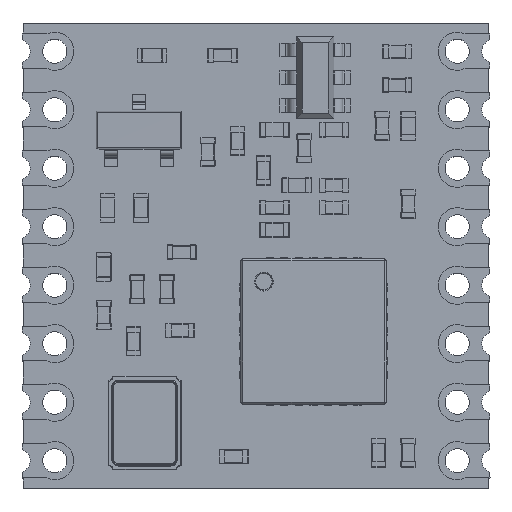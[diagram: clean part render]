
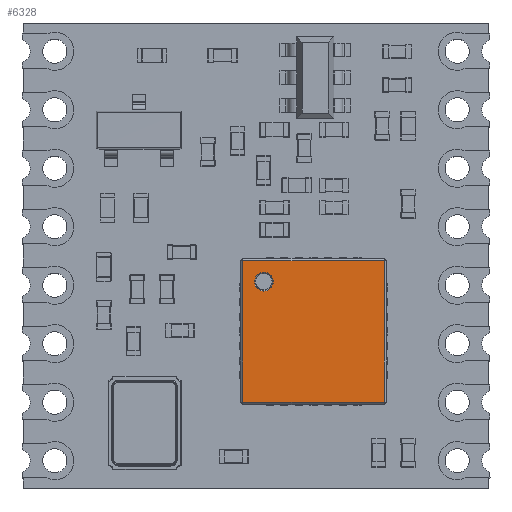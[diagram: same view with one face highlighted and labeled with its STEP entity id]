
A CAD part, top view. The second image highlights one B-rep face of the part: STEP entity #6328.
In plain terms, the highlighted face is planar.
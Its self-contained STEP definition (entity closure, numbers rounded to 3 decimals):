
#1435 = CARTESIAN_POINT ( 'NONE',  ( -2.42, 0.9, 2.42 ) ) ;
#1475 = ORIENTED_EDGE ( 'NONE', *, *, #5687, .T. ) ;
#1733 = DIRECTION ( 'NONE',  ( 0., 0., 1. ) ) ;
#1809 = EDGE_CURVE ( 'NONE', #13817, #26681, #30086, .T. ) ;
#2828 = CARTESIAN_POINT ( 'NONE',  ( 2.42, 0.9, -2.42 ) ) ;
#2939 = CARTESIAN_POINT ( 'NONE',  ( 2.42, 0.9, 0. ) ) ;
#3058 = EDGE_CURVE ( 'NONE', #31474, #25055, #5914, .T. ) ;
#3076 = VECTOR ( 'NONE', #19114, 1000. ) ;
#3712 = EDGE_CURVE ( 'NONE', #26268, #22832, #26353, .T. ) ;
#4131 = CARTESIAN_POINT ( 'NONE',  ( -19.284, 0.9, 0. ) ) ;
#4222 = DIRECTION ( 'NONE',  ( 0., 0., 1. ) ) ;
#4410 = PLANE ( 'NONE',  #15278 ) ;
#4632 = DIRECTION ( 'NONE',  ( 0., -1., 0. ) ) ;
#4826 = VECTOR ( 'NONE', #18114, 1000. ) ;
#5687 = EDGE_CURVE ( 'NONE', #26681, #26268, #13101, .T. ) ;
#5914 = CIRCLE ( 'NONE', #36577, 0.32 ) ;
#6328 = ADVANCED_FACE ( 'NONE', ( #8001, #32507 ), #4410, .T. ) ;
#8001 = FACE_BOUND ( 'NONE', #13061, .T. ) ;
#9871 = ORIENTED_EDGE ( 'NONE', *, *, #22496, .T. ) ;
#10824 = DIRECTION ( 'NONE',  ( 0., 1., 0. ) ) ;
#10841 = AXIS2_PLACEMENT_3D ( 'NONE', #21015, #40049, #1733 ) ;
#11303 = CARTESIAN_POINT ( 'NONE',  ( 2.42, 0.9, 2.42 ) ) ;
#11562 = CARTESIAN_POINT ( 'NONE',  ( -19.284, 0.9, 2.42 ) ) ;
#13061 = EDGE_LOOP ( 'NONE', ( #36193, #27832 ) ) ;
#13101 = LINE ( 'NONE', #13402, #37656 ) ;
#13402 = CARTESIAN_POINT ( 'NONE',  ( -2.42, 0.9, 0. ) ) ;
#13817 = VERTEX_POINT ( 'NONE', #2828 ) ;
#15184 = LINE ( 'NONE', #2939, #31779 ) ;
#15278 = AXIS2_PLACEMENT_3D ( 'NONE', #4131, #10824, #36454 ) ;
#15952 = ORIENTED_EDGE ( 'NONE', *, *, #3712, .T. ) ;
#16029 = CARTESIAN_POINT ( 'NONE',  ( -19.284, 0.9, -2.42 ) ) ;
#18114 = DIRECTION ( 'NONE',  ( 1., 0., 0. ) ) ;
#19114 = DIRECTION ( 'NONE',  ( -1., 0., 0. ) ) ;
#21015 = CARTESIAN_POINT ( 'NONE',  ( -1.7, 0.9, 1.7 ) ) ;
#22496 = EDGE_CURVE ( 'NONE', #22832, #13817, #15184, .T. ) ;
#22832 = VERTEX_POINT ( 'NONE', #11303 ) ;
#24780 = DIRECTION ( 'NONE',  ( 0., 0., -1. ) ) ;
#25055 = VERTEX_POINT ( 'NONE', #37230 ) ;
#26268 = VERTEX_POINT ( 'NONE', #1435 ) ;
#26353 = LINE ( 'NONE', #11562, #4826 ) ;
#26681 = VERTEX_POINT ( 'NONE', #32640 ) ;
#27832 = ORIENTED_EDGE ( 'NONE', *, *, #3058, .T. ) ;
#29338 = EDGE_CURVE ( 'NONE', #25055, #31474, #29968, .T. ) ;
#29790 = DIRECTION ( 'NONE',  ( 0., 0., 1. ) ) ;
#29968 = CIRCLE ( 'NONE', #10841, 0.32 ) ;
#30086 = LINE ( 'NONE', #16029, #3076 ) ;
#31474 = VERTEX_POINT ( 'NONE', #39718 ) ;
#31779 = VECTOR ( 'NONE', #24780, 1000. ) ;
#32507 = FACE_OUTER_BOUND ( 'NONE', #33653, .T. ) ;
#32640 = CARTESIAN_POINT ( 'NONE',  ( -2.42, 0.9, -2.42 ) ) ;
#33486 = CARTESIAN_POINT ( 'NONE',  ( -1.7, 0.9, 1.7 ) ) ;
#33653 = EDGE_LOOP ( 'NONE', ( #37652, #1475, #15952, #9871 ) ) ;
#36193 = ORIENTED_EDGE ( 'NONE', *, *, #29338, .T. ) ;
#36454 = DIRECTION ( 'NONE',  ( 0., 0., 1. ) ) ;
#36577 = AXIS2_PLACEMENT_3D ( 'NONE', #33486, #4632, #4222 ) ;
#37230 = CARTESIAN_POINT ( 'NONE',  ( -1.7, 0.9, 2.02 ) ) ;
#37652 = ORIENTED_EDGE ( 'NONE', *, *, #1809, .T. ) ;
#37656 = VECTOR ( 'NONE', #29790, 1000. ) ;
#39718 = CARTESIAN_POINT ( 'NONE',  ( -1.7, 0.9, 1.38 ) ) ;
#40049 = DIRECTION ( 'NONE',  ( 0., -1., 0. ) ) ;
